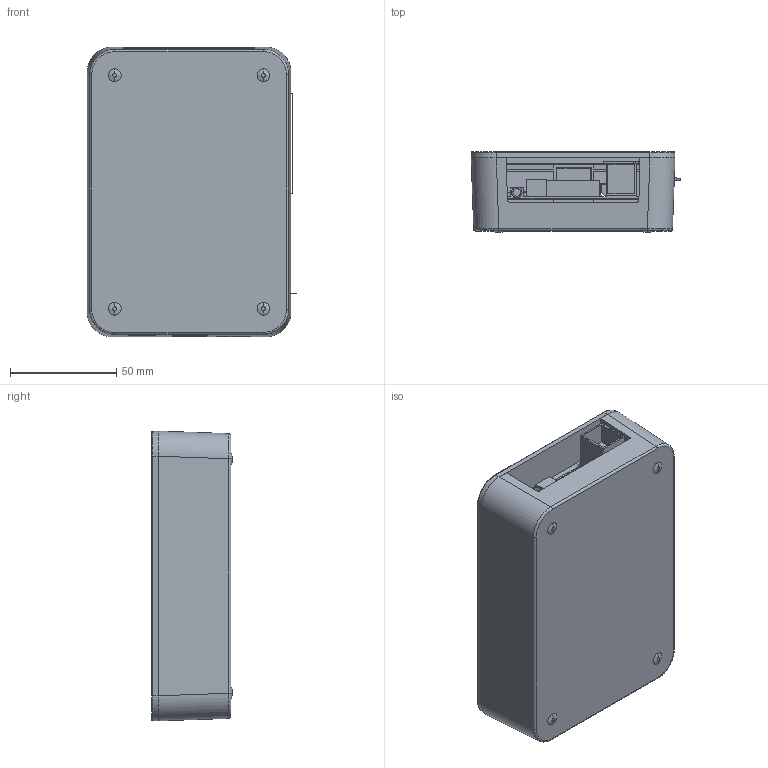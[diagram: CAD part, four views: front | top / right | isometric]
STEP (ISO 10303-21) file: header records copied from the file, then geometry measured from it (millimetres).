
FILE_DESCRIPTION((''),'2;1');
FILE_NAME('MINI_BOX_ASM','2016-04-26T',('Administrator'),(''),'PRO/ENGINEER BY PARAMETRIC TECHNOLOGY CORPORATION, 2009360','PRO/ENGINEER BY PARAMETRIC TECHNOLOGY CORPORATION, 2009360','');
FILE_SCHEMA(('CONFIG_CONTROL_DESIGN'));
Length unit declared in the file: millimetre
Products named in the file (6): MINI_BOT; PCB; MINI_TOP; BATTERY; LOGO; MINI_BOX_ASM
Assembly tree (5 placements, depth 2):
  MINI_BOX_ASM
    MINI_BOT
    PCB
    MINI_TOP
    BATTERY
    LOGO
Bounding box: 98.74 x 37.9 x 136.51 mm (x, y, z)
Volume: 211436.4 mm3; surface area: 138360.4 mm2
Topology: 4 solids, 5 shells, 1024 faces, 2674 edges, 1727 vertices
Faces by surface type: plane 750, cylinder 230, bspline 44
Entity records: 33165 total; most frequent: CARTESIAN_POINT 8411, ORIENTED_EDGE 5336, DIRECTION 4605, EDGE_CURVE 2674, VECTOR 2141, LINE 2141, VERTEX_POINT 1727, AXIS2_PLACEMENT_3D 1232
